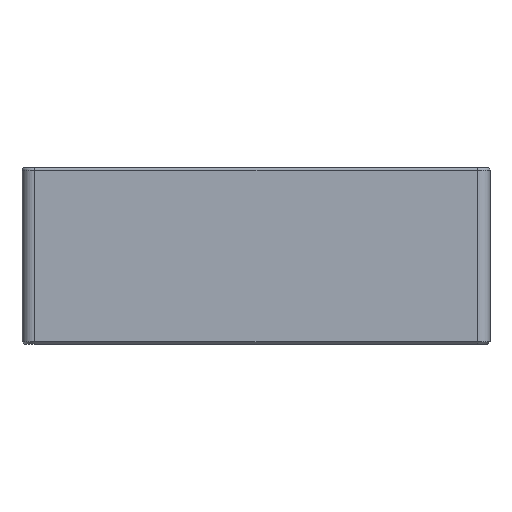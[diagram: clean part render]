
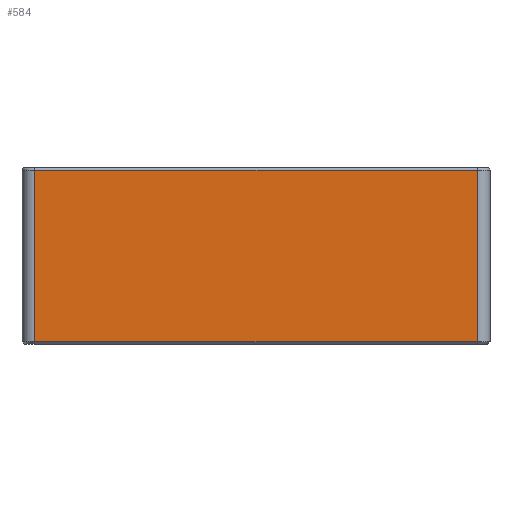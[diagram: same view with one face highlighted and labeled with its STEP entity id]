
A CAD part, left-side view. The second image highlights one B-rep face of the part: STEP entity #584.
In plain terms, the highlighted planar face has unit normal (-1, 0, 0).
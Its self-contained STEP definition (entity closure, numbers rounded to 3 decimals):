
#62 = CYLINDRICAL_SURFACE('',#63,5.);
#63 = AXIS2_PLACEMENT_3D('',#64,#65,#66);
#64 = CARTESIAN_POINT('',(-87.75,-87.75,-70.));
#65 = DIRECTION('',(0.,0.,1.));
#66 = DIRECTION('',(0.,-1.,0.));
#161 = VERTEX_POINT('',#162);
#162 = CARTESIAN_POINT('',(-92.75,-87.75,-69.));
#189 = EDGE_CURVE('',#161,#190,#192,.T.);
#190 = VERTEX_POINT('',#191);
#191 = CARTESIAN_POINT('',(-92.75,-87.75,-1.));
#192 = SURFACE_CURVE('',#193,(#197,#204),.PCURVE_S1.);
#193 = LINE('',#194,#195);
#194 = CARTESIAN_POINT('',(-92.75,-87.75,-70.));
#195 = VECTOR('',#196,1.);
#196 = DIRECTION('',(0.,0.,1.));
#197 = PCURVE('',#62,#198);
#198 = DEFINITIONAL_REPRESENTATION('',(#199),#203);
#199 = LINE('',#200,#201);
#200 = CARTESIAN_POINT('',(-1.571,0.));
#201 = VECTOR('',#202,1.);
#202 = DIRECTION('',(-0.,1.));
#203 = ( GEOMETRIC_REPRESENTATION_CONTEXT(2) 
PARAMETRIC_REPRESENTATION_CONTEXT() REPRESENTATION_CONTEXT('2D SPACE',''
  ) );
#204 = PCURVE('',#205,#210);
#205 = PLANE('',#206);
#206 = AXIS2_PLACEMENT_3D('',#207,#208,#209);
#207 = CARTESIAN_POINT('',(-92.75,-92.75,-70.));
#208 = DIRECTION('',(1.,0.,0.));
#209 = DIRECTION('',(0.,0.,1.));
#210 = DEFINITIONAL_REPRESENTATION('',(#211),#215);
#211 = LINE('',#212,#213);
#212 = CARTESIAN_POINT('',(0.,-5.));
#213 = VECTOR('',#214,1.);
#214 = DIRECTION('',(1.,0.));
#215 = ( GEOMETRIC_REPRESENTATION_CONTEXT(2) 
PARAMETRIC_REPRESENTATION_CONTEXT() REPRESENTATION_CONTEXT('2D SPACE',''
  ) );
#497 = CYLINDRICAL_SURFACE('',#498,1.);
#498 = AXIS2_PLACEMENT_3D('',#499,#500,#501);
#499 = CARTESIAN_POINT('',(-91.75,87.75,-1.));
#500 = DIRECTION('',(-0.,-1.,-0.));
#501 = DIRECTION('',(-1.,0.,0.));
#550 = PLANE('',#551);
#551 = AXIS2_PLACEMENT_3D('',#552,#553,#554);
#552 = CARTESIAN_POINT('',(-92.25,87.75,-69.5));
#553 = DIRECTION('',(-0.707,0.,-0.707));
#554 = DIRECTION('',(-0.,1.,0.));
#584 = ADVANCED_FACE('',(#585),#205,.F.);
#585 = FACE_BOUND('',#586,.F.);
#586 = EDGE_LOOP('',(#587,#588,#611,#639));
#587 = ORIENTED_EDGE('',*,*,#189,.F.);
#588 = ORIENTED_EDGE('',*,*,#589,.F.);
#589 = EDGE_CURVE('',#590,#161,#592,.T.);
#590 = VERTEX_POINT('',#591);
#591 = CARTESIAN_POINT('',(-92.75,87.75,-69.));
#592 = SURFACE_CURVE('',#593,(#597,#604),.PCURVE_S1.);
#593 = LINE('',#594,#595);
#594 = CARTESIAN_POINT('',(-92.75,87.75,-69.));
#595 = VECTOR('',#596,1.);
#596 = DIRECTION('',(-0.,-1.,-0.));
#597 = PCURVE('',#205,#598);
#598 = DEFINITIONAL_REPRESENTATION('',(#599),#603);
#599 = LINE('',#600,#601);
#600 = CARTESIAN_POINT('',(1.,-180.5));
#601 = VECTOR('',#602,1.);
#602 = DIRECTION('',(-0.,1.));
#603 = ( GEOMETRIC_REPRESENTATION_CONTEXT(2) 
PARAMETRIC_REPRESENTATION_CONTEXT() REPRESENTATION_CONTEXT('2D SPACE',''
  ) );
#604 = PCURVE('',#550,#605);
#605 = DEFINITIONAL_REPRESENTATION('',(#606),#610);
#606 = LINE('',#607,#608);
#607 = CARTESIAN_POINT('',(-0.,-0.707));
#608 = VECTOR('',#609,1.);
#609 = DIRECTION('',(-1.,0.));
#610 = ( GEOMETRIC_REPRESENTATION_CONTEXT(2) 
PARAMETRIC_REPRESENTATION_CONTEXT() REPRESENTATION_CONTEXT('2D SPACE',''
  ) );
#611 = ORIENTED_EDGE('',*,*,#612,.T.);
#612 = EDGE_CURVE('',#590,#613,#615,.T.);
#613 = VERTEX_POINT('',#614);
#614 = CARTESIAN_POINT('',(-92.75,87.75,-1.));
#615 = SURFACE_CURVE('',#616,(#620,#627),.PCURVE_S1.);
#616 = LINE('',#617,#618);
#617 = CARTESIAN_POINT('',(-92.75,87.75,-70.));
#618 = VECTOR('',#619,1.);
#619 = DIRECTION('',(0.,0.,1.));
#620 = PCURVE('',#205,#621);
#621 = DEFINITIONAL_REPRESENTATION('',(#622),#626);
#622 = LINE('',#623,#624);
#623 = CARTESIAN_POINT('',(0.,-180.5));
#624 = VECTOR('',#625,1.);
#625 = DIRECTION('',(1.,0.));
#626 = ( GEOMETRIC_REPRESENTATION_CONTEXT(2) 
PARAMETRIC_REPRESENTATION_CONTEXT() REPRESENTATION_CONTEXT('2D SPACE',''
  ) );
#627 = PCURVE('',#628,#633);
#628 = CYLINDRICAL_SURFACE('',#629,5.);
#629 = AXIS2_PLACEMENT_3D('',#630,#631,#632);
#630 = CARTESIAN_POINT('',(-87.75,87.75,-70.));
#631 = DIRECTION('',(0.,0.,1.));
#632 = DIRECTION('',(0.,1.,0.));
#633 = DEFINITIONAL_REPRESENTATION('',(#634),#638);
#634 = LINE('',#635,#636);
#635 = CARTESIAN_POINT('',(1.571,0.));
#636 = VECTOR('',#637,1.);
#637 = DIRECTION('',(0.,1.));
#638 = ( GEOMETRIC_REPRESENTATION_CONTEXT(2) 
PARAMETRIC_REPRESENTATION_CONTEXT() REPRESENTATION_CONTEXT('2D SPACE',''
  ) );
#639 = ORIENTED_EDGE('',*,*,#640,.T.);
#640 = EDGE_CURVE('',#613,#190,#641,.T.);
#641 = SURFACE_CURVE('',#642,(#646,#653),.PCURVE_S1.);
#642 = LINE('',#643,#644);
#643 = CARTESIAN_POINT('',(-92.75,87.75,-1.));
#644 = VECTOR('',#645,1.);
#645 = DIRECTION('',(-0.,-1.,-0.));
#646 = PCURVE('',#205,#647);
#647 = DEFINITIONAL_REPRESENTATION('',(#648),#652);
#648 = LINE('',#649,#650);
#649 = CARTESIAN_POINT('',(69.,-180.5));
#650 = VECTOR('',#651,1.);
#651 = DIRECTION('',(-0.,1.));
#652 = ( GEOMETRIC_REPRESENTATION_CONTEXT(2) 
PARAMETRIC_REPRESENTATION_CONTEXT() REPRESENTATION_CONTEXT('2D SPACE',''
  ) );
#653 = PCURVE('',#497,#654);
#654 = DEFINITIONAL_REPRESENTATION('',(#655),#659);
#655 = LINE('',#656,#657);
#656 = CARTESIAN_POINT('',(-0.,0.));
#657 = VECTOR('',#658,1.);
#658 = DIRECTION('',(-0.,1.));
#659 = ( GEOMETRIC_REPRESENTATION_CONTEXT(2) 
PARAMETRIC_REPRESENTATION_CONTEXT() REPRESENTATION_CONTEXT('2D SPACE',''
  ) );
